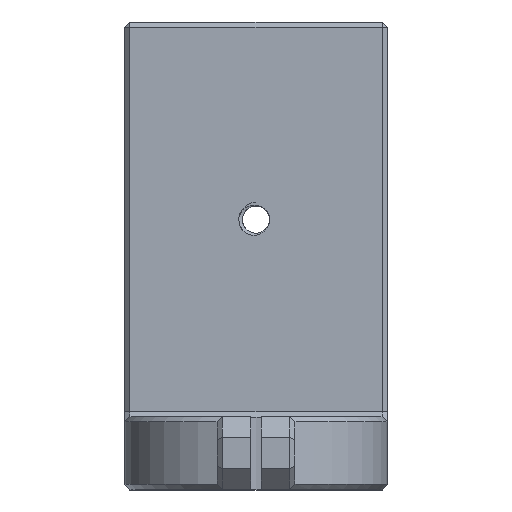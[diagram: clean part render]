
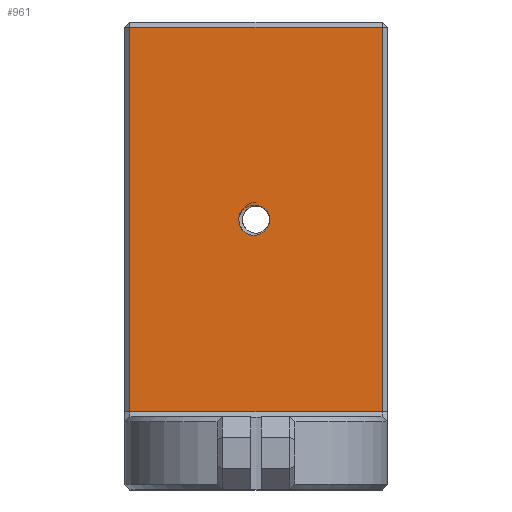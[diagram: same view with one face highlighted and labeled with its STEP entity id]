
A CAD part, top view. The second image highlights one B-rep face of the part: STEP entity #961.
In plain terms, the highlighted planar face has unit normal (0, 0, 1).
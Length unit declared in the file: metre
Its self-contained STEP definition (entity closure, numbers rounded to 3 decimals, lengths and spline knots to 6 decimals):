
#23=B_SPLINE_CURVE_WITH_KNOTS('',3,(#1525,#1526,#1527,#1528,#1529),
 .UNSPECIFIED.,.F.,.F.,(4,1,4),(0.040961,0.043874,0.046788),
 .UNSPECIFIED.);
#24=B_SPLINE_CURVE_WITH_KNOTS('',3,(#1533,#1534,#1535,#1536,#1537),
 .UNSPECIFIED.,.F.,.F.,(4,1,4),(0.010807,0.013738,0.016669),
 .UNSPECIFIED.);
#53=CIRCLE('',#1051,0.003302);
#54=CIRCLE('',#1052,0.002615);
#149=ORIENTED_EDGE('',*,*,#408,.T.);
#150=ORIENTED_EDGE('',*,*,#409,.T.);
#151=ORIENTED_EDGE('',*,*,#410,.T.);
#152=ORIENTED_EDGE('',*,*,#411,.T.);
#153=ORIENTED_EDGE('',*,*,#412,.T.);
#154=ORIENTED_EDGE('',*,*,#413,.T.);
#155=ORIENTED_EDGE('',*,*,#414,.T.);
#156=ORIENTED_EDGE('',*,*,#415,.T.);
#408=EDGE_CURVE('',#534,#535,#53,.F.);
#409=EDGE_CURVE('',#535,#536,#23,.T.);
#410=EDGE_CURVE('',#536,#537,#54,.T.);
#411=EDGE_CURVE('',#537,#534,#24,.T.);
#412=EDGE_CURVE('',#538,#539,#611,.T.);
#413=EDGE_CURVE('',#539,#540,#612,.T.);
#414=EDGE_CURVE('',#540,#541,#613,.T.);
#415=EDGE_CURVE('',#541,#538,#614,.T.);
#534=VERTEX_POINT('',#1523);
#535=VERTEX_POINT('',#1524);
#536=VERTEX_POINT('',#1530);
#537=VERTEX_POINT('',#1532);
#538=VERTEX_POINT('',#1539);
#539=VERTEX_POINT('',#1540);
#540=VERTEX_POINT('',#1542);
#541=VERTEX_POINT('',#1544);
#611=LINE('',#1538,#716);
#612=LINE('',#1541,#717);
#613=LINE('',#1543,#718);
#614=LINE('',#1545,#719);
#716=VECTOR('',#1227,1.);
#717=VECTOR('',#1228,1.);
#718=VECTOR('',#1229,1.);
#719=VECTOR('',#1230,1.);
#779=EDGE_LOOP('',(#149,#150,#151,#152));
#780=EDGE_LOOP('',(#153,#154,#155,#156));
#849=FACE_BOUND('',#779,.T.);
#850=FACE_BOUND('',#780,.T.);
#911=PLANE('',#1050);
#961=ADVANCED_FACE('',(#849,#850),#911,.T.);
#1050=AXIS2_PLACEMENT_3D('',#1521,#1221,#1222);
#1051=AXIS2_PLACEMENT_3D('',#1522,#1223,#1224);
#1052=AXIS2_PLACEMENT_3D('',#1531,#1225,#1226);
#1221=DIRECTION('',(0.,0.,1.));
#1222=DIRECTION('',(0.,-1.,0.));
#1223=DIRECTION('',(0.,0.,1.));
#1224=DIRECTION('',(0.,-1.,0.));
#1225=DIRECTION('',(0.,0.,-1.));
#1226=DIRECTION('',(0.,1.,0.));
#1227=DIRECTION('',(0.,-1.,0.));
#1228=DIRECTION('',(1.,0.,0.));
#1229=DIRECTION('',(0.,1.,0.));
#1230=DIRECTION('',(-1.,0.,0.));
#1521=CARTESIAN_POINT('',(-0.012625,0.044,-0.036));
#1522=CARTESIAN_POINT('',(0.,0.006,-0.036));
#1523=CARTESIAN_POINT('',(-0.002501,0.003844,-0.036));
#1524=CARTESIAN_POINT('',(-0.003291,0.006272,-0.036));
#1525=CARTESIAN_POINT('',(-0.003291,0.006272,-0.036));
#1526=CARTESIAN_POINT('',(-0.003102,0.00724,-0.036));
#1527=CARTESIAN_POINT('',(-0.001827,0.008983,-0.036));
#1528=CARTESIAN_POINT('',(0.000415,0.008885,-0.036));
#1529=CARTESIAN_POINT('',(0.00121,0.008318,-0.036));
#1530=CARTESIAN_POINT('',(0.00121,0.008318,-0.036));
#1531=CARTESIAN_POINT('',(0.,0.006,-0.036));
#1532=CARTESIAN_POINT('',(0.002333,0.004819,-0.036));
#1533=CARTESIAN_POINT('',(0.002333,0.004819,-0.036));
#1534=CARTESIAN_POINT('',(0.002004,0.003892,-0.036));
#1535=CARTESIAN_POINT('',(0.000277,0.002522,-0.036));
#1536=CARTESIAN_POINT('',(-0.00179,0.003177,-0.036));
#1537=CARTESIAN_POINT('',(-0.002501,0.003844,-0.036));
#1538=CARTESIAN_POINT('',(-0.02425,-0.032,-0.036));
#1539=CARTESIAN_POINT('',(-0.02425,0.043,-0.036));
#1540=CARTESIAN_POINT('',(-0.02425,-0.031,-0.036));
#1541=CARTESIAN_POINT('',(0.02525,-0.031,-0.036));
#1542=CARTESIAN_POINT('',(0.02425,-0.031,-0.036));
#1543=CARTESIAN_POINT('',(0.02425,0.044,-0.036));
#1544=CARTESIAN_POINT('',(0.02425,0.043,-0.036));
#1545=CARTESIAN_POINT('',(-0.012625,0.043,-0.036));
